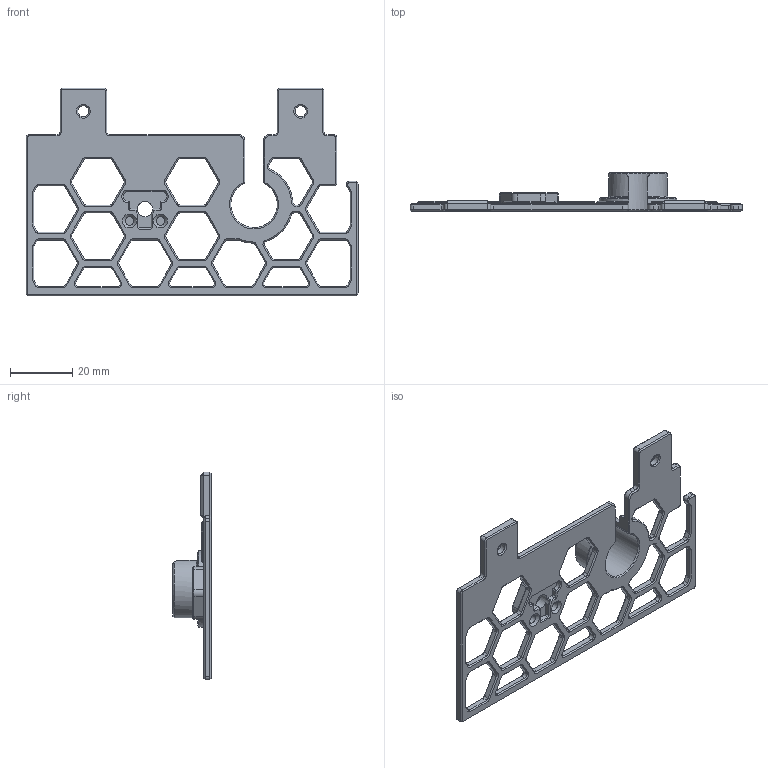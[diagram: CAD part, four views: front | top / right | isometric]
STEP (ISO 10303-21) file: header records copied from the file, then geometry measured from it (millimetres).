
FILE_DESCRIPTION(/* description */ (''),/* implementation_level */ '2;1');
FILE_NAME(/* name */ 'chamber_separator_bme280_no_support.step',/* time_stamp */ '2020-09-11T12:17:28-07:00',/* author */ (''),/* organization */ (''),/* preprocessor_version */ 'ST-DEVELOPER v18.1',/* originating_system */ 'Autodesk Translation Framework v9.3.0.1241',/* authorisation */ '');
FILE_SCHEMA (('AUTOMOTIVE_DESIGN { 1 0 10303 214 3 1 1 }'));
Length unit declared in the file: millimetre
Products named in the file (1): chamber_separator_bme280
Bounding box: 107 x 12.4 x 67 mm (x, y, z)
Volume: 10357.2 mm3; surface area: 10398 mm2
Topology: 1 solids, 1 shells, 882 faces, 2099 edges, 1213 vertices
Faces by surface type: plane 432, cone 280, cylinder 169, bspline 1
Full cylindrical faces by diameter (mm): 2.9 x2, 3.6 x2, 5 x1, 6 x2
Entity records: 24890 total; most frequent: DIRECTION 4434, CARTESIAN_POINT 4341, ORIENTED_EDGE 4170, EDGE_CURVE 2085, AXIS2_PLACEMENT_3D 1504, LINE 1426, VECTOR 1426, VERTEX_POINT 1213
